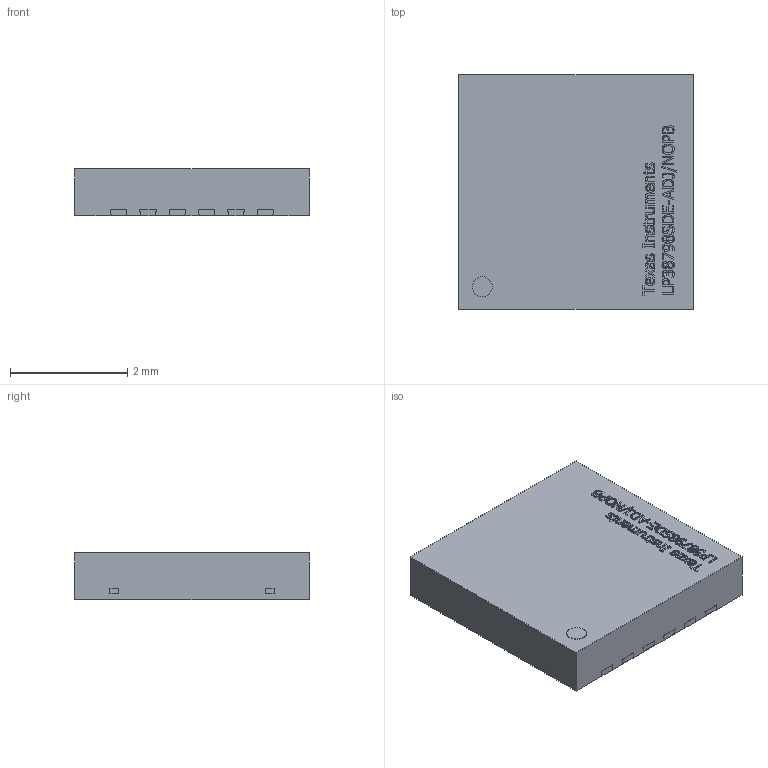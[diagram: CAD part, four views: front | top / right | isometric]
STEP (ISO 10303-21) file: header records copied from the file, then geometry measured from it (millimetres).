
FILE_DESCRIPTION( ( '' ), ' ' );
FILE_NAME( '5bae12315faf7d1061267e47.step', '2018-09-28T11:36:17', ( '' ), ( '' ), ' ', ' ', ' ' );
FILE_SCHEMA( ( 'AUTOMOTIVE_DESIGN { 1 0 10303 214 1 1 1 1 }' ) );
Length unit declared in the file: metre
Products named in the file (54): Open CASCADE STEP translator 6.8 6; Open CASCADE STEP translator 6.8 5; Open CASCADE STEP translator 6.8 4
Bounding box: 4 x 4 x 0.81 mm (x, y, z)
Volume: 12.8 mm3; surface area: 65.6 mm2
Topology: 54 solids, 54 shells, 842 faces, 2241 edges, 1494 vertices
Faces by surface type: plane 530, cylinder 124, extrusion 121, sphere 40, bspline 27
Full cylindrical faces by diameter (mm): 0.339 x1
Entity records: 45394 total; most frequent: CARTESIAN_POINT 7125, ORIENTED_EDGE 4372, DIRECTION 3655, STYLED_ITEM 3028, PRESENTATION_STYLE_ASSIGNMENT 3028, COLOUR_RGB 3028, EDGE_CURVE 2186, CURVE_STYLE 2186
